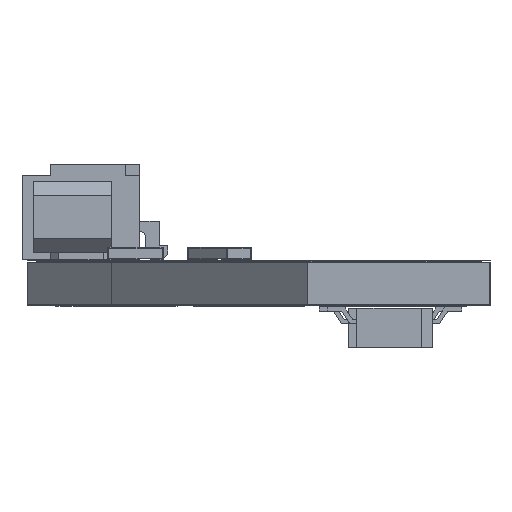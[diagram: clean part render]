
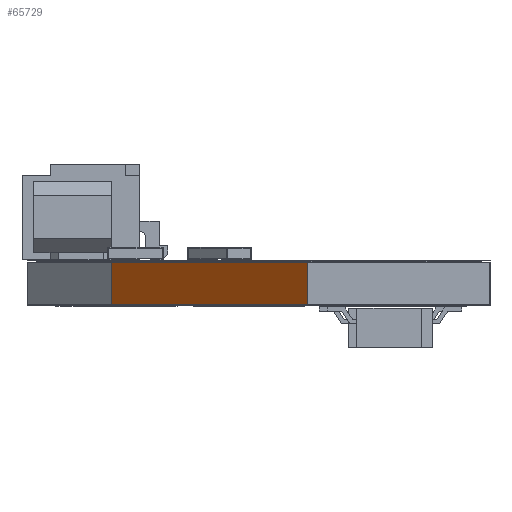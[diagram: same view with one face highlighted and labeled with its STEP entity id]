
A CAD part, left-side view. The second image highlights one B-rep face of the part: STEP entity #65729.
In plain terms, the highlighted planar face has unit normal (-0.707, 0.707, 0).
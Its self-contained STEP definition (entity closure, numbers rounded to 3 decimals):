
#64842 = VERTEX_POINT('',#64843);
#64843 = CARTESIAN_POINT('',(-41.5,5.25,0.));
#64849 = EDGE_CURVE('',#64850,#64842,#64852,.T.);
#64850 = VERTEX_POINT('',#64851);
#64851 = CARTESIAN_POINT('',(-48.5,-1.75,0.));
#64852 = LINE('',#64853,#64854);
#64853 = CARTESIAN_POINT('',(-48.5,-1.75,0.));
#64854 = VECTOR('',#64855,1.);
#64855 = DIRECTION('',(0.707,0.707,0.));
#65233 = VERTEX_POINT('',#65234);
#65234 = CARTESIAN_POINT('',(-41.5,5.25,1.51));
#65240 = EDGE_CURVE('',#65241,#65233,#65243,.T.);
#65241 = VERTEX_POINT('',#65242);
#65242 = CARTESIAN_POINT('',(-48.5,-1.75,1.51));
#65243 = LINE('',#65244,#65245);
#65244 = CARTESIAN_POINT('',(-48.5,-1.75,1.51));
#65245 = VECTOR('',#65246,1.);
#65246 = DIRECTION('',(0.707,0.707,0.));
#65699 = EDGE_CURVE('',#64842,#65233,#65700,.T.);
#65700 = LINE('',#65701,#65702);
#65701 = CARTESIAN_POINT('',(-41.5,5.25,0.));
#65702 = VECTOR('',#65703,1.);
#65703 = DIRECTION('',(0.,0.,1.));
#65729 = ADVANCED_FACE('',(#65730),#65741,.T.);
#65730 = FACE_BOUND('',#65731,.T.);
#65731 = EDGE_LOOP('',(#65732,#65738,#65739,#65740));
#65732 = ORIENTED_EDGE('',*,*,#65733,.T.);
#65733 = EDGE_CURVE('',#64850,#65241,#65734,.T.);
#65734 = LINE('',#65735,#65736);
#65735 = CARTESIAN_POINT('',(-48.5,-1.75,0.));
#65736 = VECTOR('',#65737,1.);
#65737 = DIRECTION('',(0.,0.,1.));
#65738 = ORIENTED_EDGE('',*,*,#65240,.T.);
#65739 = ORIENTED_EDGE('',*,*,#65699,.F.);
#65740 = ORIENTED_EDGE('',*,*,#64849,.F.);
#65741 = PLANE('',#65742);
#65742 = AXIS2_PLACEMENT_3D('',#65743,#65744,#65745);
#65743 = CARTESIAN_POINT('',(-48.5,-1.75,0.));
#65744 = DIRECTION('',(-0.707,0.707,0.));
#65745 = DIRECTION('',(0.707,0.707,0.));
